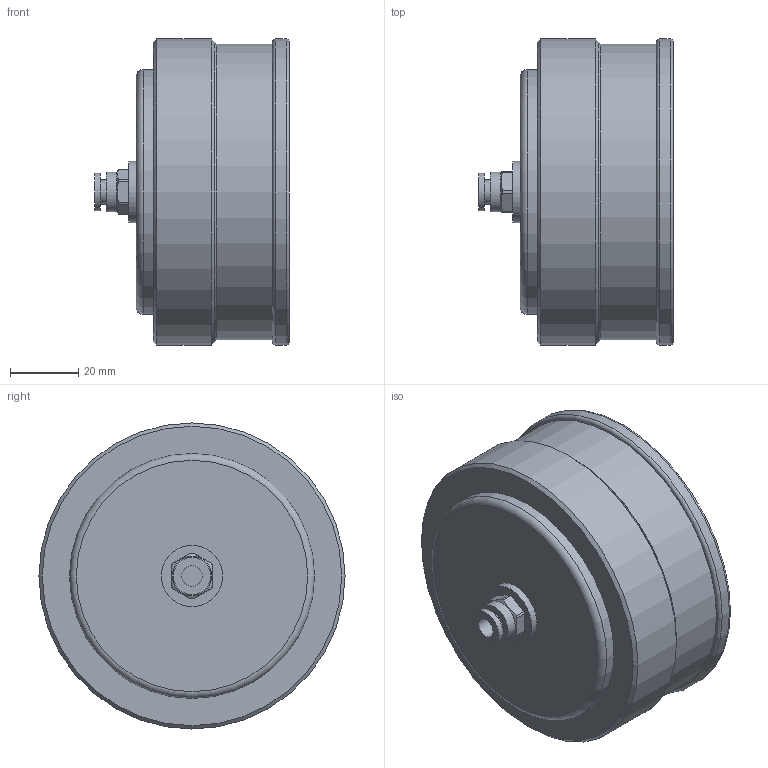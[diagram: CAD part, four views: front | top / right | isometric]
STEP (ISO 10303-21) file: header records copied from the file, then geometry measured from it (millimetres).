
FILE_DESCRIPTION(/* description */ (''),/* implementation_level */ '2;1');
FILE_NAME(/* name */ '508314_Deckel_600ml__Shrinkwrap_1.stp',/* time_stamp */ '2022-09-02T10:59:00+02:00',/* author */ ('glueck'),/* organization */ (''),/* preprocessor_version */ 'ST-DEVELOPER v18.1',/* originating_system */ 'Autodesk Inventor 2021',/* authorisation */ '');
FILE_SCHEMA (('AUTOMOTIVE_DESIGN { 1 0 10303 214 3 1 1 }'));
Length unit declared in the file: millimetre
Products named in the file (1): 508314_Deckel_600ml__Shrinkwrap_1
Bounding box: 57.3 x 90 x 90 mm (x, y, z)
Volume: 112748.5 mm3; surface area: 44029.7 mm2
Topology: 1 solids, 1 shells, 65 faces, 149 edges, 96 vertices
Faces by surface type: cylinder 20, plane 19, bspline 12, cone 7, torus 7
Full cylindrical faces by diameter (mm): 6 x1, 7.1 x1, 11 x1, 11.6 x1, 18 x1, 54.2 x2, 61 x1, 72 x1, 82.5 x2, 87 x1, 90 x2
Entity records: 6855 total; most frequent: CARTESIAN_POINT 5294, DIRECTION 299, ORIENTED_EDGE 298, EDGE_CURVE 149, AXIS2_PLACEMENT_3D 129, VERTEX_POINT 96, EDGE_LOOP 76, CIRCLE 71
